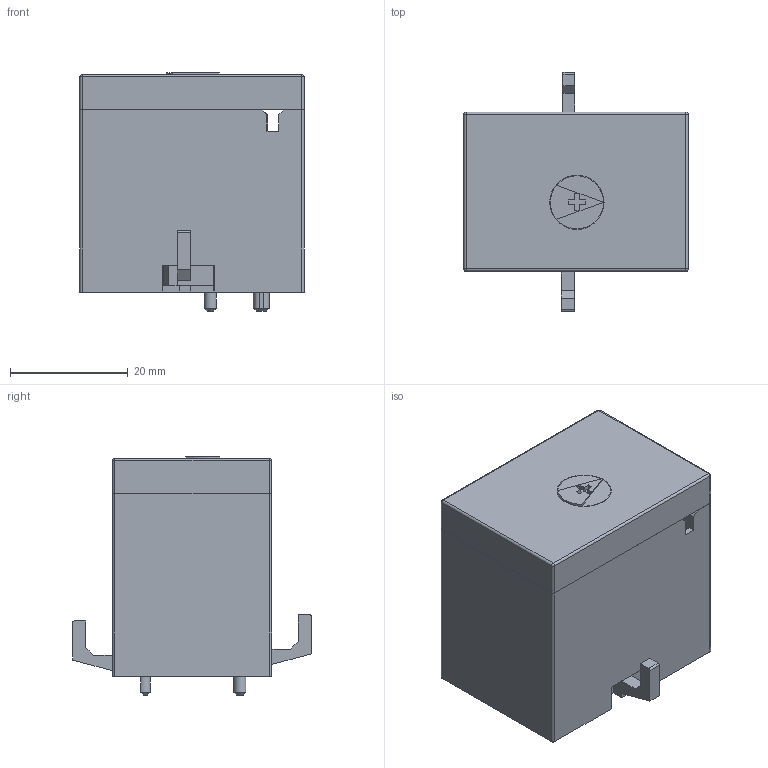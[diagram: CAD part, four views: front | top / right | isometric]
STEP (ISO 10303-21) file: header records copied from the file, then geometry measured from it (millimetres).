
FILE_DESCRIPTION((''),'2;1');
FILE_NAME('SB105168_3D_COLOUR_ASM','2013-09-03T',('SESA231906'),('Schneider-Electric'),'PRO/ENGINEER BY PARAMETRIC TECHNOLOGY CORPORATION, 2011410','PRO/ENGINEER BY PARAMETRIC TECHNOLOGY CORPORATION, 2011410','');
FILE_SCHEMA(('CONFIG_CONTROL_DESIGN'));
Length unit declared in the file: millimetre
Products named in the file (6): BOITIER_SUP_1; BOUTON_1; BOITIER_INF_1; CLIQUET_SUP_1; CLIQUET_INF_1; SB105168_3D_COLOUR_ASM
Assembly tree (5 placements, depth 2):
  SB105168_3D_COLOUR_ASM
    BOITIER_SUP_1
    BOUTON_1
    BOITIER_INF_1
    CLIQUET_SUP_1
    CLIQUET_INF_1
Bounding box: 38 x 40.5 x 40.4 mm (x, y, z)
Volume: 15550.7 mm3; surface area: 13987.8 mm2
Topology: 5 solids, 5 shells, 210 faces, 569 edges, 373 vertices
Faces by surface type: plane 172, cylinder 31, sphere 4, cone 3
Entity records: 6661 total; most frequent: CARTESIAN_POINT 1168, ORIENTED_EDGE 1130, DIRECTION 1083, EDGE_CURVE 565, VECTOR 485, LINE 485, VERTEX_POINT 373, AXIS2_PLACEMENT_3D 299
